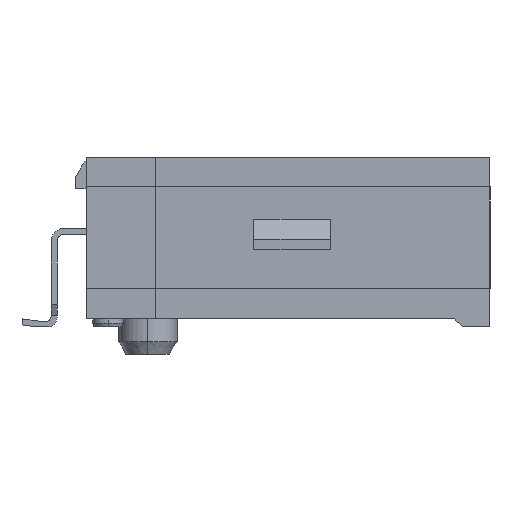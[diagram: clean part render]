
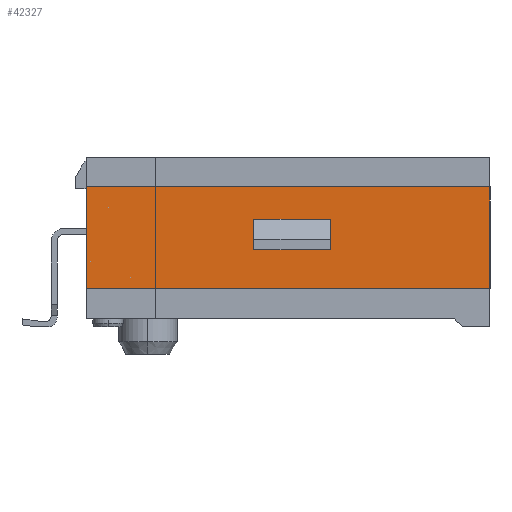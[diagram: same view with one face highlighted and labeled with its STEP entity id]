
A CAD part, left-side view. The second image highlights one B-rep face of the part: STEP entity #42327.
In plain terms, the highlighted planar face has unit normal (-1, 0, 0).
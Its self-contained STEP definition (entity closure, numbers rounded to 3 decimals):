
#42156=CARTESIAN_POINT('',(-19.1,-1.5,4.55));
#42157=VERTEX_POINT('',#42156);
#42164=CARTESIAN_POINT('',(-19.1,-14.65,4.55));
#42165=VERTEX_POINT('',#42164);
#42166=CARTESIAN_POINT('',(-19.1,-14.65,4.55));
#42167=DIRECTION('',(0.0,1.0,0.0));
#42168=VECTOR('',#42167,13.15);
#42169=LINE('',#42166,#42168);
#42170=EDGE_CURVE('',#42165,#42157,#42169,.T.);
#42213=CARTESIAN_POINT('',(-19.1,-1.5,1.25));
#42214=VERTEX_POINT('',#42213);
#42221=CARTESIAN_POINT('',(-19.1,-1.5,1.25));
#42222=DIRECTION('',(0.0,0.0,1.0));
#42223=VECTOR('',#42222,3.3);
#42224=LINE('',#42221,#42223);
#42225=EDGE_CURVE('',#42214,#42157,#42224,.T.);
#42293=CARTESIAN_POINT('',(-19.1,-14.65,1.25));
#42294=VERTEX_POINT('',#42293);
#42295=CARTESIAN_POINT('',(-19.1,-14.65,1.25));
#42296=DIRECTION('',(0.0,0.0,1.0));
#42297=VECTOR('',#42296,3.3);
#42298=LINE('',#42295,#42297);
#42299=EDGE_CURVE('',#42294,#42165,#42298,.T.);
#42311=CARTESIAN_POINT('',(-19.1,-14.65,1.25));
#42312=DIRECTION('',(-1.0,0.0,0.0));
#42313=DIRECTION('',(0.0,0.0,1.0));
#42314=AXIS2_PLACEMENT_3D('',#42311,#42312,#42313);
#42315=PLANE('',#42314);
#42316=ORIENTED_EDGE('',*,*,#42170,.T.);
#42317=ORIENTED_EDGE('',*,*,#42225,.F.);
#42318=CARTESIAN_POINT('',(-19.1,-14.65,1.25));
#42319=DIRECTION('',(0.0,1.0,0.0));
#42320=VECTOR('',#42319,13.15);
#42321=LINE('',#42318,#42320);
#42322=EDGE_CURVE('',#42294,#42214,#42321,.T.);
#42323=ORIENTED_EDGE('',*,*,#42322,.F.);
#42324=ORIENTED_EDGE('',*,*,#42299,.T.);
#42325=EDGE_LOOP('',(#42316,#42317,#42323,#42324));
#42326=FACE_OUTER_BOUND('',#42325,.T.);
#42327=ADVANCED_FACE('',(#42326),#42315,.T.);
